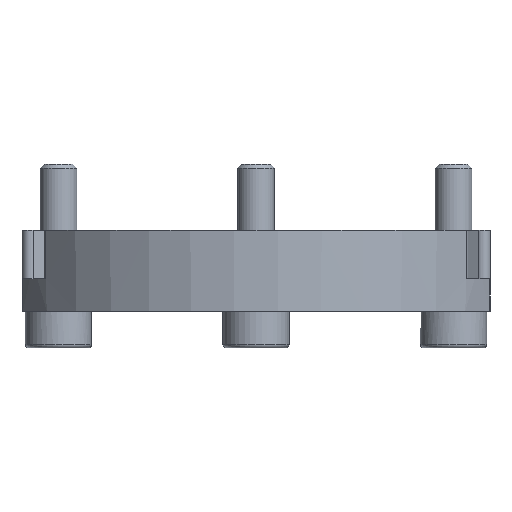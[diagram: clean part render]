
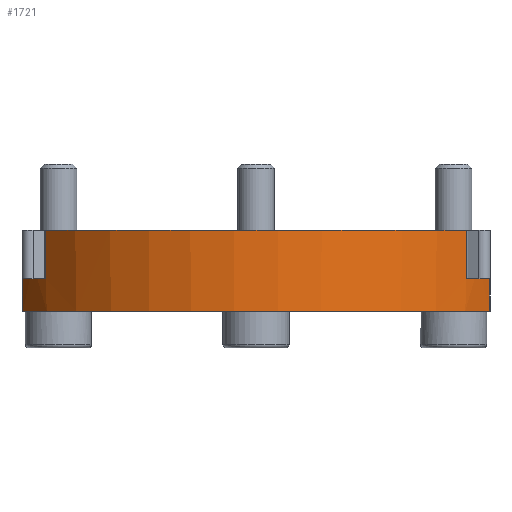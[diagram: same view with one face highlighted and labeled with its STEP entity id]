
A CAD part, front view. The second image highlights one B-rep face of the part: STEP entity #1721.
In plain terms, the highlighted cylindrical face has radius 18 mm (diameter 36 mm), a partial arc.
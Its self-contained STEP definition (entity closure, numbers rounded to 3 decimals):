
#81=CYLINDRICAL_SURFACE('',#1935,18.);
#175=FACE_OUTER_BOUND('',#271,.T.);
#271=EDGE_LOOP('',(#1485,#1486,#1487,#1488,#1489,#1490,#1491,#1492));
#293=CIRCLE('',#1782,18.);
#338=CIRCLE('',#1861,18.);
#370=CIRCLE('',#1919,18.);
#372=CIRCLE('',#1925,18.);
#478=LINE('',#2930,#597);
#484=LINE('',#2947,#603);
#489=LINE('',#2963,#608);
#490=LINE('',#2965,#609);
#597=VECTOR('',#2382,10.);
#603=VECTOR('',#2400,10.);
#608=VECTOR('',#2419,10.);
#609=VECTOR('',#2422,10.);
#647=VERTEX_POINT('',#2551);
#648=VERTEX_POINT('',#2553);
#722=VERTEX_POINT('',#2791);
#723=VERTEX_POINT('',#2793);
#765=VERTEX_POINT('',#2928);
#769=VERTEX_POINT('',#2940);
#770=VERTEX_POINT('',#2946);
#773=VERTEX_POINT('',#2956);
#822=EDGE_CURVE('',#647,#648,#293,.T.);
#925=EDGE_CURVE('',#723,#722,#338,.T.);
#994=EDGE_CURVE('',#765,#647,#478,.T.);
#1001=EDGE_CURVE('',#769,#765,#370,.T.);
#1003=EDGE_CURVE('',#648,#770,#484,.T.);
#1008=EDGE_CURVE('',#770,#773,#372,.T.);
#1012=EDGE_CURVE('',#773,#722,#489,.T.);
#1013=EDGE_CURVE('',#723,#769,#490,.T.);
#1485=ORIENTED_EDGE('',*,*,#994,.F.);
#1486=ORIENTED_EDGE('',*,*,#1001,.F.);
#1487=ORIENTED_EDGE('',*,*,#1013,.F.);
#1488=ORIENTED_EDGE('',*,*,#925,.T.);
#1489=ORIENTED_EDGE('',*,*,#1012,.F.);
#1490=ORIENTED_EDGE('',*,*,#1008,.F.);
#1491=ORIENTED_EDGE('',*,*,#1003,.F.);
#1492=ORIENTED_EDGE('',*,*,#822,.F.);
#1721=ADVANCED_FACE('',(#175),#81,.T.);
#1782=AXIS2_PLACEMENT_3D('',#2554,#2031,#2032);
#1861=AXIS2_PLACEMENT_3D('',#2794,#2233,#2234);
#1919=AXIS2_PLACEMENT_3D('',#2942,#2393,#2394);
#1925=AXIS2_PLACEMENT_3D('',#2957,#2410,#2411);
#1935=AXIS2_PLACEMENT_3D('',#2974,#2436,#2437);
#2031=DIRECTION('center_axis',(0.,0.,-1.));
#2032=DIRECTION('ref_axis',(-1.,0.,0.));
#2233=DIRECTION('center_axis',(0.,0.,-1.));
#2234=DIRECTION('ref_axis',(-1.,0.,0.));
#2382=DIRECTION('',(0.,0.,-1.));
#2393=DIRECTION('center_axis',(0.,0.,
1.));
#2394=DIRECTION('ref_axis',(-1.,0.,0.));
#2400=DIRECTION('',(0.,0.,1.));
#2410=DIRECTION('center_axis',(0.,0.,
1.));
#2411=DIRECTION('ref_axis',(-1.,0.,0.));
#2419=DIRECTION('',(0.,0.,1.));
#2422=DIRECTION('',(0.,0.,-1.));
#2436=DIRECTION('center_axis',(0.,0.,1.));
#2437=DIRECTION('ref_axis',(-1.,0.,0.));
#2551=CARTESIAN_POINT('',(15.84,-8.55,0.));
#2553=CARTESIAN_POINT('',(-15.84,-8.55,0.));
#2554=CARTESIAN_POINT('Origin',(0.,0.,0.));
#2791=CARTESIAN_POINT('',(-14.302,-10.93,5.5));
#2793=CARTESIAN_POINT('',(14.302,-10.93,5.5));
#2794=CARTESIAN_POINT('Origin',(0.,0.,5.5));
#2928=CARTESIAN_POINT('',(15.84,-8.55,2.2));
#2930=CARTESIAN_POINT('',(15.84,-8.55,0.));
#2940=CARTESIAN_POINT('',(14.302,-10.93,2.2));
#2942=CARTESIAN_POINT('Origin',(0.,0.,2.2));
#2946=CARTESIAN_POINT('',(-15.84,-8.55,2.2));
#2947=CARTESIAN_POINT('',(-15.84,-8.55,0.));
#2956=CARTESIAN_POINT('',(-14.302,-10.93,2.2));
#2957=CARTESIAN_POINT('Origin',(0.,0.,2.2));
#2963=CARTESIAN_POINT('',(-14.302,-10.93,0.));
#2965=CARTESIAN_POINT('',(14.302,-10.93,0.));
#2974=CARTESIAN_POINT('Origin',(0.,0.,0.));
